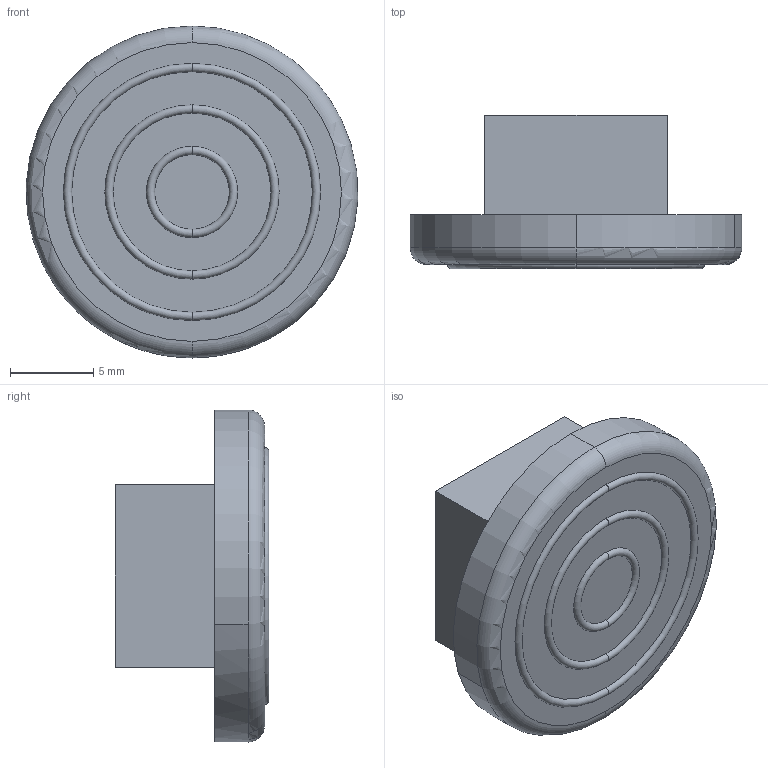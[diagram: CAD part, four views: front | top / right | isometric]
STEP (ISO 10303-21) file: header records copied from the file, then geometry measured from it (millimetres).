
FILE_DESCRIPTION(('produced by SPATIAL CORP'),'2;1');
FILE_NAME('Part21.hh.sat.stp', '2002-04-22T11:44:26+00:00',('SPATIAL CORP'),('SPATIAL CORP'), 'ACIS STEP Husk','http://www.spatial.com','SPATIAL CORP');
FILE_SCHEMA(('CONFIG_CONTROL_DESIGN'));
Length unit declared in the file: millimetre
Products named in the file (1): PRODUCT_ID_1
Bounding box: 19.98 x 9.25 x 20 mm (x, y, z)
Volume: 1664.6 mm3; surface area: 1080.3 mm2
Topology: 1 solids, 1 shells, 21 faces, 44 edges, 29 vertices
Faces by surface type: plane 10, torus 8, cylinder 3
Entity records: 616 total; most frequent: CARTESIAN_POINT 100, DIRECTION 88, ORIENTED_EDGE 88, EDGE_CURVE 44, AXIS2_PLACEMENT_3D 37, VERTEX_POINT 29, EDGE_LOOP 25, FACE_BOUND 25
